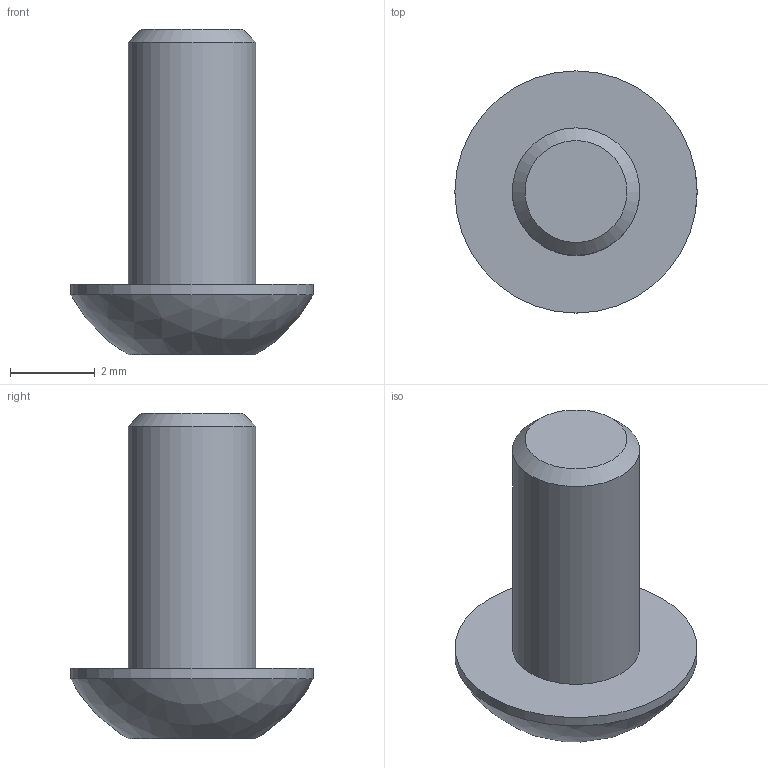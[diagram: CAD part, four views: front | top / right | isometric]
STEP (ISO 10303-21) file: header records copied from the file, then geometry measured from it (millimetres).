
FILE_DESCRIPTION(/* description */ (''),/* implementation_level */ '2;1');
FILE_NAME(/* name */ 'M3x6 BHCS_v1.step',/* time_stamp */ '2023-05-23T22:35:57-06:00',/* author */ (''),/* organization */ (''),/* preprocessor_version */ 'ST-DEVELOPER v19.2',/* originating_system */ 'Autodesk Translation Framework v12.4.0.73',/* authorisation */ '');
FILE_SCHEMA (('AUTOMOTIVE_DESIGN { 1 0 10303 214 3 1 1 }'));
Length unit declared in the file: millimetre
Products named in the file (1): M3x6 BHCS
Bounding box: 5.7 x 5.7 x 7.65 mm (x, y, z)
Volume: 68.6 mm3; surface area: 127.3 mm2
Topology: 1 solids, 1 shells, 20 faces, 33 edges, 18 vertices
Faces by surface type: plane 10, cone 7, cylinder 2, sphere 1
Full cylindrical faces by diameter (mm): 3 x1, 5.7 x1
Entity records: 487 total; most frequent: CARTESIAN_POINT 84, DIRECTION 81, ORIENTED_EDGE 66, EDGE_CURVE 33, AXIS2_PLACEMENT_3D 33, EDGE_LOOP 23, FACE_OUTER_BOUND 20, ADVANCED_FACE 20
